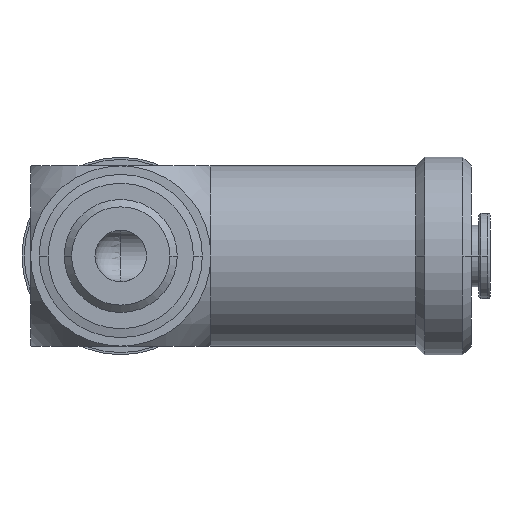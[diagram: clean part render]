
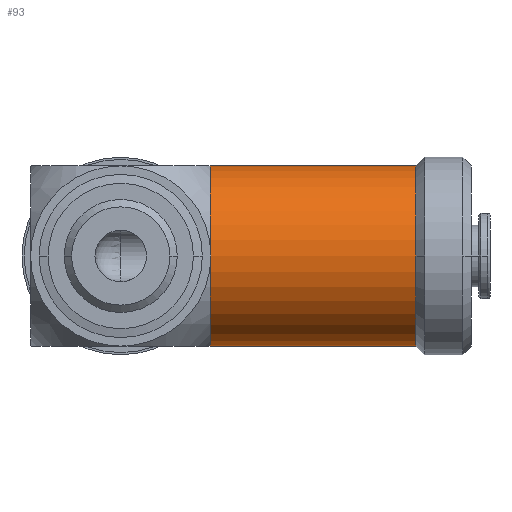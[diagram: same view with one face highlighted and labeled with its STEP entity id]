
A CAD part, front view. The second image highlights one B-rep face of the part: STEP entity #93.
In plain terms, the highlighted cylindrical face has radius 10.499 mm (diameter 20.998 mm), a partial arc.
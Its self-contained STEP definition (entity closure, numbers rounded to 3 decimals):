
#93=ADVANCED_FACE('',(#239),#240,.T.);
#239=FACE_OUTER_BOUND('',#444,.T.);
#240=CYLINDRICAL_SURFACE('',#445,10.499);
#444=EDGE_LOOP('',(#909,#910,#911,#912));
#445=AXIS2_PLACEMENT_3D('',#913,#914,#915);
#909=ORIENTED_EDGE('',*,*,#1350,.T.);
#910=ORIENTED_EDGE('',*,*,#1422,.T.);
#911=ORIENTED_EDGE('',*,*,#1351,.T.);
#912=ORIENTED_EDGE('',*,*,#1426,.F.);
#913=CARTESIAN_POINT('',(20.423,19.5,0.0));
#914=DIRECTION('',(1.0,0.0,0.0));
#915=DIRECTION('',(0.0,0.0,-1.0));
#1350=EDGE_CURVE('',#1622,#1639,#1640,.T.);
#1351=EDGE_CURVE('',#1641,#1636,#1642,.T.);
#1422=EDGE_CURVE('',#1639,#1641,#1760,.T.);
#1426=EDGE_CURVE('',#1622,#1636,#1764,.T.);
#1622=VERTEX_POINT('',#2037);
#1636=VERTEX_POINT('',#2051);
#1639=VERTEX_POINT('',#2054);
#1640=LINE('',#2055,#2056);
#1641=VERTEX_POINT('',#2057);
#1642=LINE('',#2058,#2059);
#1760=CIRCLE('',#2211,10.499);
#1764=CIRCLE('',#2215,10.499);
#2037=CARTESIAN_POINT('',(10.431,19.5,-10.499));
#2051=CARTESIAN_POINT('',(10.431,19.5,10.499));
#2054=CARTESIAN_POINT('',(34.38,19.5,-10.499));
#2055=CARTESIAN_POINT('',(20.423,19.5,-10.499));
#2056=VECTOR('',#2604,1.0);
#2057=CARTESIAN_POINT('',(34.38,19.5,10.499));
#2058=CARTESIAN_POINT('',(20.423,19.5,10.499));
#2059=VECTOR('',#2605,1.0);
#2211=AXIS2_PLACEMENT_3D('',#2748,#2749,#2750);
#2215=AXIS2_PLACEMENT_3D('',#2760,#2761,#2762);
#2604=DIRECTION('',(1.0,0.0,0.0));
#2605=DIRECTION('',(-1.0,-0.0,-0.0));
#2748=CARTESIAN_POINT('',(34.38,19.5,0.0));
#2749=DIRECTION('',(-1.0,0.0,0.0));
#2750=DIRECTION('',(0.0,0.0,-1.0));
#2760=CARTESIAN_POINT('',(10.431,19.5,0.0));
#2761=DIRECTION('',(-1.0,-0.0,-0.0));
#2762=DIRECTION('',(0.0,0.0,-1.0));
